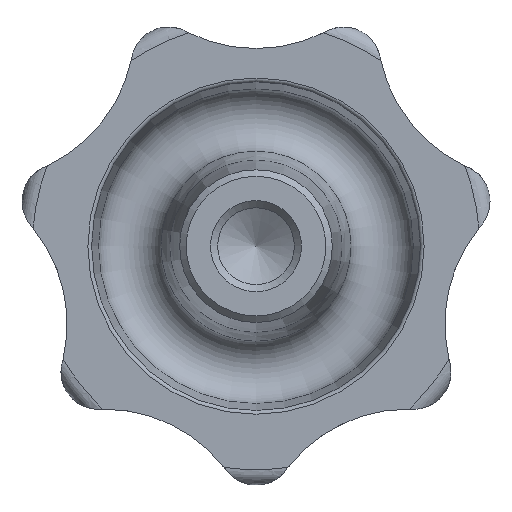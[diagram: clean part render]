
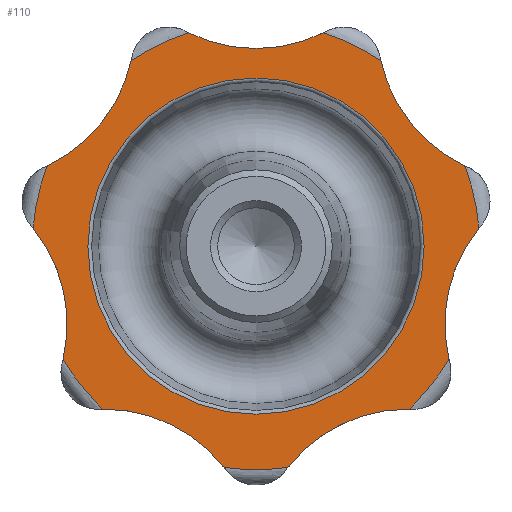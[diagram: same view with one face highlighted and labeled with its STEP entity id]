
A CAD part, front view. The second image highlights one B-rep face of the part: STEP entity #110.
In plain terms, the highlighted planar face has unit normal (0, -1, 0).
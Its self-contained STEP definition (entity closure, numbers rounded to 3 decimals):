
#110 = ADVANCED_FACE( '', ( #247, #248 ), #249, .F. );
#247 = FACE_BOUND( '', #412, .T. );
#248 = FACE_OUTER_BOUND( '', #413, .T. );
#249 = PLANE( '', #414 );
#412 = EDGE_LOOP( '', ( #670 ) );
#413 = EDGE_LOOP( '', ( #671, #672, #673, #674, #675, #676, #677, #678, #679, #680, #681, #682, #683, #684 ) );
#414 = AXIS2_PLACEMENT_3D( '', #685, #686, #687 );
#670 = ORIENTED_EDGE( '', *, *, #1026, .F. );
#671 = ORIENTED_EDGE( '', *, *, #1022, .F. );
#672 = ORIENTED_EDGE( '', *, *, #973, .T. );
#673 = ORIENTED_EDGE( '', *, *, #1027, .F. );
#674 = ORIENTED_EDGE( '', *, *, #947, .T. );
#675 = ORIENTED_EDGE( '', *, *, #993, .F. );
#676 = ORIENTED_EDGE( '', *, *, #966, .T. );
#677 = ORIENTED_EDGE( '', *, *, #1028, .F. );
#678 = ORIENTED_EDGE( '', *, *, #1029, .T. );
#679 = ORIENTED_EDGE( '', *, *, #1030, .F. );
#680 = ORIENTED_EDGE( '', *, *, #1031, .T. );
#681 = ORIENTED_EDGE( '', *, *, #987, .F. );
#682 = ORIENTED_EDGE( '', *, *, #979, .T. );
#683 = ORIENTED_EDGE( '', *, *, #1011, .F. );
#684 = ORIENTED_EDGE( '', *, *, #1032, .T. );
#685 = CARTESIAN_POINT( '', ( 29.464, 19., 0. ) );
#686 = DIRECTION( '', ( 0., 1., 0. ) );
#687 = DIRECTION( '', ( 0., 0., 1. ) );
#947 = EDGE_CURVE( '', #1121, #1122, #1123, .T. );
#966 = EDGE_CURVE( '', #1154, #1155, #1156, .T. );
#973 = EDGE_CURVE( '', #1167, #1168, #1169, .T. );
#979 = EDGE_CURVE( '', #1177, #1178, #1179, .T. );
#987 = EDGE_CURVE( '', #1177, #1192, #1193, .F. );
#993 = EDGE_CURVE( '', #1154, #1122, #1202, .F. );
#1011 = EDGE_CURVE( '', #1226, #1178, #1228, .F. );
#1022 = EDGE_CURVE( '', #1167, #1244, #1245, .F. );
#1026 = EDGE_CURVE( '', #1249, #1249, #1250, .T. );
#1027 = EDGE_CURVE( '', #1121, #1168, #1251, .F. );
#1028 = EDGE_CURVE( '', #1252, #1155, #1253, .F. );
#1029 = EDGE_CURVE( '', #1252, #1254, #1255, .T. );
#1030 = EDGE_CURVE( '', #1256, #1254, #1257, .F. );
#1031 = EDGE_CURVE( '', #1256, #1192, #1258, .T. );
#1032 = EDGE_CURVE( '', #1226, #1244, #1259, .T. );
#1121 = VERTEX_POINT( '', #1440 );
#1122 = VERTEX_POINT( '', #1441 );
#1123 = CIRCLE( '', #1442, 29.464 );
#1154 = VERTEX_POINT( '', #1568 );
#1155 = VERTEX_POINT( '', #1569 );
#1156 = CIRCLE( '', #1570, 29.464 );
#1167 = VERTEX_POINT( '', #1619 );
#1168 = VERTEX_POINT( '', #1620 );
#1169 = CIRCLE( '', #1621, 29.464 );
#1177 = VERTEX_POINT( '', #1650 );
#1178 = VERTEX_POINT( '', #1651 );
#1179 = CIRCLE( '', #1652, 29.464 );
#1192 = VERTEX_POINT( '', #1704 );
#1193 = CIRCLE( '', #1705, 20.1 );
#1202 = CIRCLE( '', #1744, 20.1 );
#1226 = VERTEX_POINT( '', #1851 );
#1228 = CIRCLE( '', #1856, 20.1 );
#1244 = VERTEX_POINT( '', #1919 );
#1245 = CIRCLE( '', #1920, 20.1 );
#1249 = VERTEX_POINT( '', #1952 );
#1250 = CIRCLE( '', #1953, 22.152 );
#1251 = CIRCLE( '', #1954, 20.1 );
#1252 = VERTEX_POINT( '', #1955 );
#1253 = CIRCLE( '', #1956, 20.1 );
#1254 = VERTEX_POINT( '', #1957 );
#1255 = CIRCLE( '', #1958, 29.464 );
#1256 = VERTEX_POINT( '', #1959 );
#1257 = CIRCLE( '', #1960, 20.1 );
#1258 = CIRCLE( '', #1961, 29.464 );
#1259 = CIRCLE( '', #1962, 29.464 );
#1440 = CARTESIAN_POINT( '', ( -4.21, 19., -29.162 ) );
#1441 = CARTESIAN_POINT( '', ( 4.21, 19., -29.162 ) );
#1442 = AXIS2_PLACEMENT_3D( '', #2329, #2330, #2331 );
#1568 = CARTESIAN_POINT( '', ( 20.175, 19., -21.473 ) );
#1569 = CARTESIAN_POINT( '', ( 25.424, 19., -14.89 ) );
#1570 = AXIS2_PLACEMENT_3D( '', #2343, #2344, #2345 );
#1619 = CARTESIAN_POINT( '', ( -25.424, 19., -14.89 ) );
#1620 = CARTESIAN_POINT( '', ( -20.175, 19., -21.473 ) );
#1621 = AXIS2_PLACEMENT_3D( '', #2349, #2350, #2351 );
#1650 = CARTESIAN_POINT( '', ( -8.86, 19., 28.1 ) );
#1651 = CARTESIAN_POINT( '', ( -16.446, 19., 24.447 ) );
#1652 = AXIS2_PLACEMENT_3D( '', #2355, #2356, #2357 );
#1704 = CARTESIAN_POINT( '', ( 8.86, 19., 28.1 ) );
#1705 = AXIS2_PLACEMENT_3D( '', #2362, #2363, #2364 );
#1744 = AXIS2_PLACEMENT_3D( '', #2367, #2368, #2369 );
#1851 = CARTESIAN_POINT( '', ( -27.494, 19., 10.593 ) );
#1856 = AXIS2_PLACEMENT_3D( '', #2380, #2381, #2382 );
#1919 = CARTESIAN_POINT( '', ( -29.367, 19., 2.385 ) );
#1920 = AXIS2_PLACEMENT_3D( '', #2391, #2392, #2393 );
#1952 = CARTESIAN_POINT( '', ( 0., 19., -22.152 ) );
#1953 = AXIS2_PLACEMENT_3D( '', #2394, #2395, #2396 );
#1954 = AXIS2_PLACEMENT_3D( '', #2397, #2398, #2399 );
#1955 = CARTESIAN_POINT( '', ( 29.367, 19., 2.385 ) );
#1956 = AXIS2_PLACEMENT_3D( '', #2400, #2401, #2402 );
#1957 = CARTESIAN_POINT( '', ( 27.494, 19., 10.593 ) );
#1958 = AXIS2_PLACEMENT_3D( '', #2403, #2404, #2405 );
#1959 = CARTESIAN_POINT( '', ( 16.446, 19., 24.447 ) );
#1960 = AXIS2_PLACEMENT_3D( '', #2406, #2407, #2408 );
#1961 = AXIS2_PLACEMENT_3D( '', #2409, #2410, #2411 );
#1962 = AXIS2_PLACEMENT_3D( '', #2412, #2413, #2414 );
#2329 = CARTESIAN_POINT( '', ( 0., 19., 0. ) );
#2330 = DIRECTION( '', ( 0., -1., 0. ) );
#2331 = DIRECTION( '', ( 0., 0., -1. ) );
#2343 = CARTESIAN_POINT( '', ( 0., 19., 0. ) );
#2344 = DIRECTION( '', ( 0., -1., 0. ) );
#2345 = DIRECTION( '', ( 0., 0., -1. ) );
#2349 = CARTESIAN_POINT( '', ( 0., 19., 0. ) );
#2350 = DIRECTION( '', ( 0., -1., 0. ) );
#2351 = DIRECTION( '', ( 0., 0., -1. ) );
#2355 = CARTESIAN_POINT( '', ( 0., 19., 0. ) );
#2356 = DIRECTION( '', ( 0., -1., 0. ) );
#2357 = DIRECTION( '', ( 0., 0., -1. ) );
#2362 = CARTESIAN_POINT( '', ( 0., 19., 46.142 ) );
#2363 = DIRECTION( '', ( 0., 1., 0. ) );
#2364 = DIRECTION( '', ( 0., 0., 1. ) );
#2367 = CARTESIAN_POINT( '', ( 20.02, 19., -41.573 ) );
#2368 = DIRECTION( '', ( 0., 1., 0. ) );
#2369 = DIRECTION( '', ( 0., 0., 1. ) );
#2380 = CARTESIAN_POINT( '', ( -36.075, 19., 28.769 ) );
#2381 = DIRECTION( '', ( 0., 1., 0. ) );
#2382 = DIRECTION( '', ( 0., 0., 1. ) );
#2391 = CARTESIAN_POINT( '', ( -44.985, 19., -10.268 ) );
#2392 = DIRECTION( '', ( 0., 1., 0. ) );
#2393 = DIRECTION( '', ( 0., 0., 1. ) );
#2394 = CARTESIAN_POINT( '', ( 0., 19., 0. ) );
#2395 = DIRECTION( '', ( 0., -1., 0. ) );
#2396 = DIRECTION( '', ( 0., 0., -1. ) );
#2397 = CARTESIAN_POINT( '', ( -20.02, 19., -41.573 ) );
#2398 = DIRECTION( '', ( 0., 1., 0. ) );
#2399 = DIRECTION( '', ( 0., 0., 1. ) );
#2400 = CARTESIAN_POINT( '', ( 44.985, 19., -10.268 ) );
#2401 = DIRECTION( '', ( 0., 1., 0. ) );
#2402 = DIRECTION( '', ( 0., 0., 1. ) );
#2403 = CARTESIAN_POINT( '', ( 0., 19., 0. ) );
#2404 = DIRECTION( '', ( 0., -1., 0. ) );
#2405 = DIRECTION( '', ( 0., 0., -1. ) );
#2406 = CARTESIAN_POINT( '', ( 36.075, 19., 28.769 ) );
#2407 = DIRECTION( '', ( 0., 1., 0. ) );
#2408 = DIRECTION( '', ( 0., 0., 1. ) );
#2409 = CARTESIAN_POINT( '', ( 0., 19., 0. ) );
#2410 = DIRECTION( '', ( 0., -1., 0. ) );
#2411 = DIRECTION( '', ( 0., 0., -1. ) );
#2412 = CARTESIAN_POINT( '', ( 0., 19., 0. ) );
#2413 = DIRECTION( '', ( 0., -1., 0. ) );
#2414 = DIRECTION( '', ( 0., 0., -1. ) );
